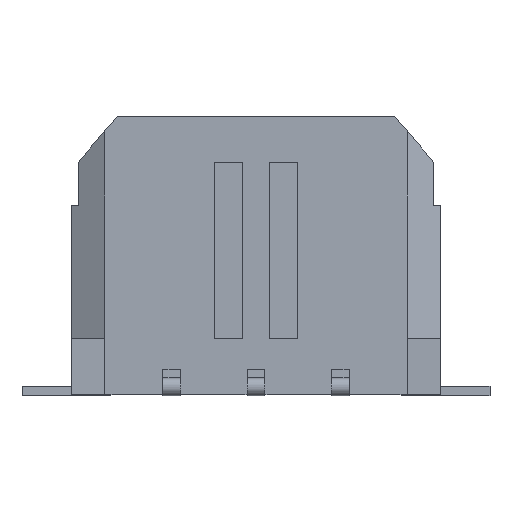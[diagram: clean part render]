
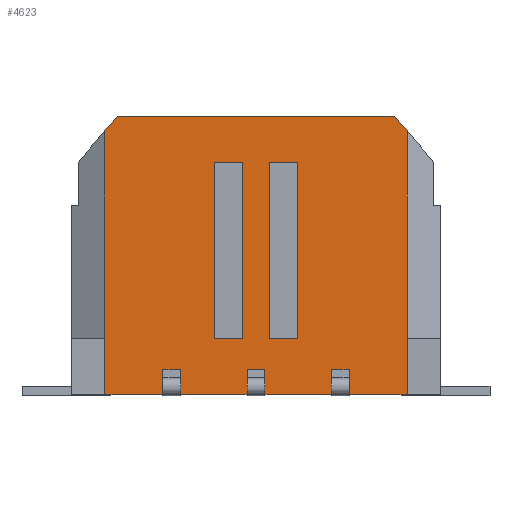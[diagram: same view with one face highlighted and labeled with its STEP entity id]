
A CAD part, front view. The second image highlights one B-rep face of the part: STEP entity #4623.
In plain terms, the highlighted planar face has unit normal (0, -1, 0).
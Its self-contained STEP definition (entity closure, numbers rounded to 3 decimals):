
#53=DIRECTION('',(1.,0.,0.));
#54=VECTOR('',#53,1.);
#55=CARTESIAN_POINT('',(-1.475,-3.44,3.31));
#56=LINE('',#55,#54);
#57=DIRECTION('',(0.,0.,1.));
#58=VECTOR('',#57,6.27);
#59=CARTESIAN_POINT('',(-1.475,-3.44,-2.96));
#60=LINE('',#59,#58);
#61=DIRECTION('',(1.,0.,0.));
#62=VECTOR('',#61,1.);
#63=CARTESIAN_POINT('',(-1.475,-3.44,-2.96));
#64=LINE('',#63,#62);
#65=DIRECTION('',(0.,0.,1.));
#66=VECTOR('',#65,6.27);
#67=CARTESIAN_POINT('',(-0.475,-3.44,-2.96));
#68=LINE('',#67,#66);
#69=DIRECTION('',(1.,0.,0.));
#70=VECTOR('',#69,1.);
#71=CARTESIAN_POINT('',(0.475,-3.44,3.31));
#72=LINE('',#71,#70);
#73=DIRECTION('',(0.,0.,1.));
#74=VECTOR('',#73,6.27);
#75=CARTESIAN_POINT('',(0.475,-3.44,-2.96));
#76=LINE('',#75,#74);
#77=DIRECTION('',(1.,0.,0.));
#78=VECTOR('',#77,1.);
#79=CARTESIAN_POINT('',(0.475,-3.44,-2.96));
#80=LINE('',#79,#78);
#81=DIRECTION('',(0.,0.,1.));
#82=VECTOR('',#81,6.27);
#83=CARTESIAN_POINT('',(1.475,-3.44,-2.96));
#84=LINE('',#83,#82);
#85=DIRECTION('',(0.,0.,1.));
#86=VECTOR('',#85,0.64);
#87=CARTESIAN_POINT('',(-2.68,-3.44,-4.719));
#88=LINE('',#87,#86);
#89=DIRECTION('',(0.,0.,1.));
#90=VECTOR('',#89,0.64);
#91=CARTESIAN_POINT('',(-3.32,-3.44,-4.719));
#92=LINE('',#91,#90);
#93=DIRECTION('',(0.,0.,-1.));
#94=VECTOR('',#93,0.241);
#95=CARTESIAN_POINT('',(-3.32,-3.44,-4.719));
#96=LINE('',#95,#94);
#97=DIRECTION('',(0.,0.,-1.));
#98=VECTOR('',#97,7.383);
#99=CARTESIAN_POINT('',(-5.375,-3.44,4.423));
#100=LINE('',#99,#98);
#101=DIRECTION('',(-0.649,0.,-0.761));
#102=VECTOR('',#101,0.693);
#103=CARTESIAN_POINT('',(-4.925,-3.44,4.95));
#104=LINE('',#103,#102);
#105=DIRECTION('',(1.,0.,0.));
#106=VECTOR('',#105,9.85);
#107=CARTESIAN_POINT('',(-4.925,-3.44,4.95));
#108=LINE('',#107,#106);
#109=DIRECTION('',(-0.649,0.,0.761));
#110=VECTOR('',#109,0.693);
#111=CARTESIAN_POINT('',(5.375,-3.44,4.423));
#112=LINE('',#111,#110);
#113=DIRECTION('',(0.,0.,-1.));
#114=VECTOR('',#113,7.383);
#115=CARTESIAN_POINT('',(5.375,-3.44,4.423));
#116=LINE('',#115,#114);
#117=DIRECTION('',(0.,0.,-1.));
#118=VECTOR('',#117,2.);
#119=CARTESIAN_POINT('',(5.375,-3.44,-2.96));
#120=LINE('',#119,#118);
#121=DIRECTION('',(0.,0.,-1.));
#122=VECTOR('',#121,0.241);
#123=CARTESIAN_POINT('',(3.32,-3.44,-4.719));
#124=LINE('',#123,#122);
#125=DIRECTION('',(0.,0.,1.));
#126=VECTOR('',#125,0.64);
#127=CARTESIAN_POINT('',(3.32,-3.44,-4.719));
#128=LINE('',#127,#126);
#129=DIRECTION('',(0.,0.,1.));
#130=VECTOR('',#129,0.64);
#131=CARTESIAN_POINT('',(2.68,-3.44,-4.719));
#132=LINE('',#131,#130);
#133=DIRECTION('',(0.,0.,-1.));
#134=VECTOR('',#133,0.241);
#135=CARTESIAN_POINT('',(2.68,-3.44,-4.719));
#136=LINE('',#135,#134);
#137=DIRECTION('',(0.,0.,-1.));
#138=VECTOR('',#137,0.241);
#139=CARTESIAN_POINT('',(0.32,-3.44,-4.719));
#140=LINE('',#139,#138);
#141=DIRECTION('',(0.,0.,1.));
#142=VECTOR('',#141,0.64);
#143=CARTESIAN_POINT('',(0.32,-3.44,-4.719));
#144=LINE('',#143,#142);
#145=DIRECTION('',(0.,0.,1.));
#146=VECTOR('',#145,0.64);
#147=CARTESIAN_POINT('',(-0.32,-3.44,-4.719));
#148=LINE('',#147,#146);
#149=DIRECTION('',(0.,0.,-1.));
#150=VECTOR('',#149,0.241);
#151=CARTESIAN_POINT('',(-0.32,-3.44,-4.719));
#152=LINE('',#151,#150);
#153=DIRECTION('',(0.,0.,-1.));
#154=VECTOR('',#153,0.241);
#155=CARTESIAN_POINT('',(-2.68,-3.44,-4.719));
#156=LINE('',#155,#154);
#823=DIRECTION('',(-1.,0.,0.));
#824=VECTOR('',#823,0.64);
#825=CARTESIAN_POINT('',(0.32,-3.44,-4.079));
#826=LINE('',#825,#824);
#1029=DIRECTION('',(-1.,0.,0.));
#1030=VECTOR('',#1029,0.64);
#1031=CARTESIAN_POINT('',(-2.68,-3.44,-4.079));
#1032=LINE('',#1031,#1030);
#2525=DIRECTION('',(-1.,0.,0.));
#2526=VECTOR('',#2525,2.055);
#2527=CARTESIAN_POINT('',(-3.32,-3.44,-4.96));
#2528=LINE('',#2527,#2526);
#2537=DIRECTION('',(-1.,0.,0.));
#2538=VECTOR('',#2537,2.36);
#2539=CARTESIAN_POINT('',(-0.32,-3.44,-4.96));
#2540=LINE('',#2539,#2538);
#2545=DIRECTION('',(-1.,0.,0.));
#2546=VECTOR('',#2545,2.055);
#2547=CARTESIAN_POINT('',(5.375,-3.44,-4.96));
#2548=LINE('',#2547,#2546);
#2561=DIRECTION('',(-1.,0.,0.));
#2562=VECTOR('',#2561,2.36);
#2563=CARTESIAN_POINT('',(2.68,-3.44,-4.96));
#2564=LINE('',#2563,#2562);
#2565=DIRECTION('',(0.,0.,-1.));
#2566=VECTOR('',#2565,2.);
#2567=CARTESIAN_POINT('',(-5.375,-3.44,-2.96));
#2568=LINE('',#2567,#2566);
#2747=DIRECTION('',(-1.,0.,0.));
#2748=VECTOR('',#2747,0.64);
#2749=CARTESIAN_POINT('',(3.32,-3.44,-4.079));
#2750=LINE('',#2749,#2748);
#3395=CARTESIAN_POINT('',(-4.925,-3.44,4.95));
#3396=CARTESIAN_POINT('',(4.925,-3.44,4.95));
#3397=VERTEX_POINT('',#3395);
#3398=VERTEX_POINT('',#3396);
#3491=CARTESIAN_POINT('',(-2.68,-3.44,-4.96));
#3493=VERTEX_POINT('',#3491);
#3495=CARTESIAN_POINT('',(-3.32,-3.44,-4.96));
#3497=VERTEX_POINT('',#3495);
#3499=CARTESIAN_POINT('',(0.32,-3.44,-4.96));
#3501=VERTEX_POINT('',#3499);
#3503=CARTESIAN_POINT('',(-0.32,-3.44,-4.96));
#3505=VERTEX_POINT('',#3503);
#3515=CARTESIAN_POINT('',(3.32,-3.44,-4.96));
#3517=VERTEX_POINT('',#3515);
#3519=CARTESIAN_POINT('',(2.68,-3.44,-4.96));
#3521=VERTEX_POINT('',#3519);
#3532=CARTESIAN_POINT('',(5.375,-3.44,-2.96));
#3534=VERTEX_POINT('',#3532);
#3536=CARTESIAN_POINT('',(-5.375,-3.44,-2.96));
#3538=VERTEX_POINT('',#3536);
#3545=CARTESIAN_POINT('',(5.375,-3.44,-4.96));
#3546=VERTEX_POINT('',#3545);
#3547=CARTESIAN_POINT('',(-5.375,-3.44,-4.96));
#3548=VERTEX_POINT('',#3547);
#3621=CARTESIAN_POINT('',(3.32,-3.44,-4.719));
#3622=CARTESIAN_POINT('',(3.32,-3.44,-4.079));
#3623=VERTEX_POINT('',#3621);
#3624=VERTEX_POINT('',#3622);
#3625=CARTESIAN_POINT('',(2.68,-3.44,-4.719));
#3626=CARTESIAN_POINT('',(2.68,-3.44,-4.079));
#3627=VERTEX_POINT('',#3625);
#3628=VERTEX_POINT('',#3626);
#3641=CARTESIAN_POINT('',(0.32,-3.44,-4.719));
#3642=CARTESIAN_POINT('',(0.32,-3.44,-4.079));
#3643=VERTEX_POINT('',#3641);
#3644=VERTEX_POINT('',#3642);
#3645=CARTESIAN_POINT('',(-0.32,-3.44,-4.719));
#3646=CARTESIAN_POINT('',(-0.32,-3.44,-4.079));
#3647=VERTEX_POINT('',#3645);
#3648=VERTEX_POINT('',#3646);
#3665=CARTESIAN_POINT('',(-2.68,-3.44,-4.719));
#3666=CARTESIAN_POINT('',(-2.68,-3.44,-4.079));
#3667=VERTEX_POINT('',#3665);
#3668=VERTEX_POINT('',#3666);
#3669=CARTESIAN_POINT('',(-3.32,-3.44,-4.719));
#3670=CARTESIAN_POINT('',(-3.32,-3.44,-4.079));
#3671=VERTEX_POINT('',#3669);
#3672=VERTEX_POINT('',#3670);
#3833=CARTESIAN_POINT('',(-1.475,-3.44,3.31));
#3834=CARTESIAN_POINT('',(-0.475,-3.44,3.31));
#3835=VERTEX_POINT('',#3833);
#3836=VERTEX_POINT('',#3834);
#3837=CARTESIAN_POINT('',(0.475,-3.44,3.31));
#3838=CARTESIAN_POINT('',(1.475,-3.44,3.31));
#3839=VERTEX_POINT('',#3837);
#3840=VERTEX_POINT('',#3838);
#3841=CARTESIAN_POINT('',(-1.475,-3.44,-2.96));
#3842=CARTESIAN_POINT('',(-0.475,-3.44,-2.96));
#3843=VERTEX_POINT('',#3841);
#3844=VERTEX_POINT('',#3842);
#3845=CARTESIAN_POINT('',(0.475,-3.44,-2.96));
#3846=CARTESIAN_POINT('',(1.475,-3.44,-2.96));
#3847=VERTEX_POINT('',#3845);
#3848=VERTEX_POINT('',#3846);
#4165=CARTESIAN_POINT('',(5.375,-3.44,4.423));
#4166=VERTEX_POINT('',#4165);
#4167=CARTESIAN_POINT('',(-5.375,-3.44,4.423));
#4168=VERTEX_POINT('',#4167);
#4545=CARTESIAN_POINT('',(-6.325,-3.44,4.95));
#4546=DIRECTION('',(0.,-1.,0.));
#4547=DIRECTION('',(0.,0.,-1.));
#4548=AXIS2_PLACEMENT_3D('',#4545,#4546,#4547);
#4549=PLANE('',#4548);
#4551=ORIENTED_EDGE('',*,*,#4550,.T.);
#4553=ORIENTED_EDGE('',*,*,#4552,.T.);
#4555=ORIENTED_EDGE('',*,*,#4554,.F.);
#4557=ORIENTED_EDGE('',*,*,#4556,.T.);
#4559=ORIENTED_EDGE('',*,*,#4558,.T.);
#4561=ORIENTED_EDGE('',*,*,#4560,.F.);
#4562=ORIENTED_EDGE('',*,*,#4532,.F.);
#4564=ORIENTED_EDGE('',*,*,#4563,.F.);
#4566=ORIENTED_EDGE('',*,*,#4565,.T.);
#4568=ORIENTED_EDGE('',*,*,#4567,.F.);
#4570=ORIENTED_EDGE('',*,*,#4569,.T.);
#4572=ORIENTED_EDGE('',*,*,#4571,.T.);
#4574=ORIENTED_EDGE('',*,*,#4573,.T.);
#4576=ORIENTED_EDGE('',*,*,#4575,.F.);
#4578=ORIENTED_EDGE('',*,*,#4577,.T.);
#4580=ORIENTED_EDGE('',*,*,#4579,.T.);
#4582=ORIENTED_EDGE('',*,*,#4581,.F.);
#4584=ORIENTED_EDGE('',*,*,#4583,.T.);
#4586=ORIENTED_EDGE('',*,*,#4585,.T.);
#4588=ORIENTED_EDGE('',*,*,#4587,.F.);
#4590=ORIENTED_EDGE('',*,*,#4589,.T.);
#4592=ORIENTED_EDGE('',*,*,#4591,.T.);
#4594=ORIENTED_EDGE('',*,*,#4593,.F.);
#4596=ORIENTED_EDGE('',*,*,#4595,.T.);
#4598=ORIENTED_EDGE('',*,*,#4597,.T.);
#4600=ORIENTED_EDGE('',*,*,#4599,.F.);
#4601=EDGE_LOOP('',(#4551,#4553,#4555,#4557,#4559,#4561,#4562,#4564,#4566,#4568,
#4570,#4572,#4574,#4576,#4578,#4580,#4582,#4584,#4586,#4588,#4590,#4592,#4594,
#4596,#4598,#4600));
#4602=FACE_OUTER_BOUND('',#4601,.F.);
#4604=ORIENTED_EDGE('',*,*,#4603,.F.);
#4606=ORIENTED_EDGE('',*,*,#4605,.F.);
#4608=ORIENTED_EDGE('',*,*,#4607,.T.);
#4610=ORIENTED_EDGE('',*,*,#4609,.T.);
#4611=EDGE_LOOP('',(#4604,#4606,#4608,#4610));
#4612=FACE_BOUND('',#4611,.F.);
#4614=ORIENTED_EDGE('',*,*,#4613,.F.);
#4616=ORIENTED_EDGE('',*,*,#4615,.F.);
#4618=ORIENTED_EDGE('',*,*,#4617,.T.);
#4620=ORIENTED_EDGE('',*,*,#4619,.T.);
#4621=EDGE_LOOP('',(#4614,#4616,#4618,#4620));
#4622=FACE_BOUND('',#4621,.F.);
#4623=ADVANCED_FACE('',(#4602,#4612,#4622),#4549,.T.);
#4532=EDGE_CURVE('',#4168,#3538,#100,.T.);
#4550=EDGE_CURVE('',#3667,#3668,#88,.T.);
#4552=EDGE_CURVE('',#3668,#3672,#1032,.T.);
#4554=EDGE_CURVE('',#3671,#3672,#92,.T.);
#4556=EDGE_CURVE('',#3671,#3497,#96,.T.);
#4558=EDGE_CURVE('',#3497,#3548,#2528,.T.);
#4560=EDGE_CURVE('',#3538,#3548,#2568,.T.);
#4563=EDGE_CURVE('',#3397,#4168,#104,.T.);
#4565=EDGE_CURVE('',#3397,#3398,#108,.T.);
#4567=EDGE_CURVE('',#4166,#3398,#112,.T.);
#4569=EDGE_CURVE('',#4166,#3534,#116,.T.);
#4571=EDGE_CURVE('',#3534,#3546,#120,.T.);
#4573=EDGE_CURVE('',#3546,#3517,#2548,.T.);
#4575=EDGE_CURVE('',#3623,#3517,#124,.T.);
#4577=EDGE_CURVE('',#3623,#3624,#128,.T.);
#4579=EDGE_CURVE('',#3624,#3628,#2750,.T.);
#4581=EDGE_CURVE('',#3627,#3628,#132,.T.);
#4583=EDGE_CURVE('',#3627,#3521,#136,.T.);
#4585=EDGE_CURVE('',#3521,#3501,#2564,.T.);
#4587=EDGE_CURVE('',#3643,#3501,#140,.T.);
#4589=EDGE_CURVE('',#3643,#3644,#144,.T.);
#4591=EDGE_CURVE('',#3644,#3648,#826,.T.);
#4593=EDGE_CURVE('',#3647,#3648,#148,.T.);
#4595=EDGE_CURVE('',#3647,#3505,#152,.T.);
#4597=EDGE_CURVE('',#3505,#3493,#2540,.T.);
#4599=EDGE_CURVE('',#3667,#3493,#156,.T.);
#4603=EDGE_CURVE('',#3839,#3840,#72,.T.);
#4605=EDGE_CURVE('',#3847,#3839,#76,.T.);
#4607=EDGE_CURVE('',#3847,#3848,#80,.T.);
#4609=EDGE_CURVE('',#3848,#3840,#84,.T.);
#4613=EDGE_CURVE('',#3835,#3836,#56,.T.);
#4615=EDGE_CURVE('',#3843,#3835,#60,.T.);
#4617=EDGE_CURVE('',#3843,#3844,#64,.T.);
#4619=EDGE_CURVE('',#3844,#3836,#68,.T.);
